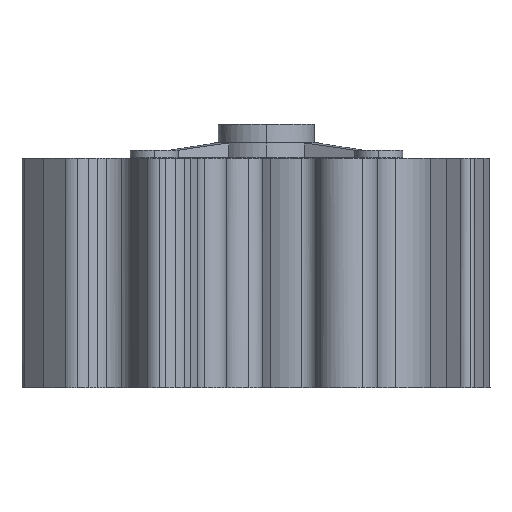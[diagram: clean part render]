
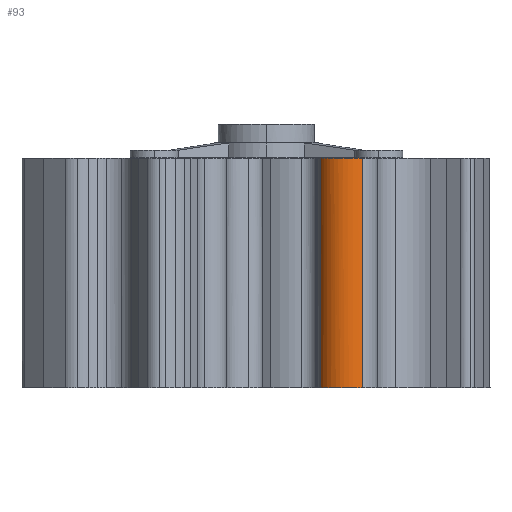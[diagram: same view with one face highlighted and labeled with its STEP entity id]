
A CAD part, front view. The second image highlights one B-rep face of the part: STEP entity #93.
In plain terms, the highlighted free-form (B-spline) face has degree [2, 1] with [3, 2] control points.
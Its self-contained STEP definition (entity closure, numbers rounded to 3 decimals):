
#93=ADVANCED_FACE($,(#315),#2863,.T.);
#315=FACE_OUTER_BOUND($,#537,.T.);
#537=EDGE_LOOP($,(#1020,#1021,#1022,#1023));
#1020=ORIENTED_EDGE($,*,*,#1967,.T.);
#1021=ORIENTED_EDGE($,*,*,#1966,.F.);
#1022=ORIENTED_EDGE($,*,*,#1968,.T.);
#1023=ORIENTED_EDGE($,*,*,#1953,.T.);
#1953=EDGE_CURVE($,#2509,#2508,#3261,.T.);
#1966=EDGE_CURVE($,#2514,#2515,#3274,.T.);
#1967=EDGE_CURVE($,#2508,#2515,#3275,.T.);
#1968=EDGE_CURVE($,#2514,#2509,#3276,.T.);
#2508=VERTEX_POINT($,#5026);
#2509=VERTEX_POINT($,#5027);
#2514=VERTEX_POINT($,#5032);
#2515=VERTEX_POINT($,#5033);
#2863=(
BOUNDED_SURFACE()
B_SPLINE_SURFACE(2,1,((#4855,#4856),(#4857,#4858),(#4859,#4860)),.UNSPECIFIED.,
.F.,.F.,.F.)
B_SPLINE_SURFACE_WITH_KNOTS((3,3),(2,2),(0.,62.798),(30.,330.),
.UNSPECIFIED.)
GEOMETRIC_REPRESENTATION_ITEM()
RATIONAL_B_SPLINE_SURFACE(((1.,1.),(0.707,0.707),
(1.,1.)))
REPRESENTATION_ITEM($)
SURFACE()
);
#3261=(
BOUNDED_CURVE()
B_SPLINE_CURVE(1,(#4529,#4530),.UNSPECIFIED.,.F.,.F.)
B_SPLINE_CURVE_WITH_KNOTS((2,2),(30.,330.),.UNSPECIFIED.)
CURVE()
GEOMETRIC_REPRESENTATION_ITEM()
RATIONAL_B_SPLINE_CURVE((1.,1.))
REPRESENTATION_ITEM($)
);
#3274=(
BOUNDED_CURVE()
B_SPLINE_CURVE(1,(#4565,#4566),.UNSPECIFIED.,.F.,.F.)
B_SPLINE_CURVE_WITH_KNOTS((2,2),(30.,330.),.UNSPECIFIED.)
CURVE()
GEOMETRIC_REPRESENTATION_ITEM()
RATIONAL_B_SPLINE_CURVE((1.,1.))
REPRESENTATION_ITEM($)
);
#3275=(
BOUNDED_CURVE()
B_SPLINE_CURVE(2,(#4567,#4568,#4569),.UNSPECIFIED.,.F.,.F.)
B_SPLINE_CURVE_WITH_KNOTS((3,3),(-49.269,0.),.UNSPECIFIED.)
CURVE()
GEOMETRIC_REPRESENTATION_ITEM()
RATIONAL_B_SPLINE_CURVE((1.,0.707,1.))
REPRESENTATION_ITEM($)
);
#3276=(
BOUNDED_CURVE()
B_SPLINE_CURVE(2,(#4570,#4571,#4572),.UNSPECIFIED.,.F.,.F.)
B_SPLINE_CURVE_WITH_KNOTS((3,3),(-102.309,-37.516),.UNSPECIFIED.)
CURVE()
GEOMETRIC_REPRESENTATION_ITEM()
RATIONAL_B_SPLINE_CURVE((1.,0.707,1.))
REPRESENTATION_ITEM($)
);
#4529=CARTESIAN_POINT($,(129.512,-267.686,-356.));
#4530=CARTESIAN_POINT($,(129.512,-267.686,-46.));
#4565=CARTESIAN_POINT($,(73.152,-252.585,-356.));
#4566=CARTESIAN_POINT($,(73.152,-252.585,-46.));
#4567=CARTESIAN_POINT($,(129.512,-267.686,-46.));
#4568=CARTESIAN_POINT($,(93.781,-288.316,-46.));
#4569=CARTESIAN_POINT($,(73.152,-252.585,-46.));
#4570=CARTESIAN_POINT($,(73.152,-252.585,-356.));
#4571=CARTESIAN_POINT($,(93.781,-288.316,-356.));
#4572=CARTESIAN_POINT($,(129.512,-267.686,-356.));
#4855=CARTESIAN_POINT($,(73.152,-252.585,-356.));
#4856=CARTESIAN_POINT($,(73.152,-252.585,-46.));
#4857=CARTESIAN_POINT($,(93.781,-288.316,-356.));
#4858=CARTESIAN_POINT($,(93.781,-288.316,-46.));
#4859=CARTESIAN_POINT($,(129.512,-267.686,-356.));
#4860=CARTESIAN_POINT($,(129.512,-267.686,-46.));
#5026=CARTESIAN_POINT($,(129.512,-267.686,-46.));
#5027=CARTESIAN_POINT($,(129.512,-267.686,-356.));
#5032=CARTESIAN_POINT($,(73.152,-252.585,-356.));
#5033=CARTESIAN_POINT($,(73.152,-252.585,-46.));
